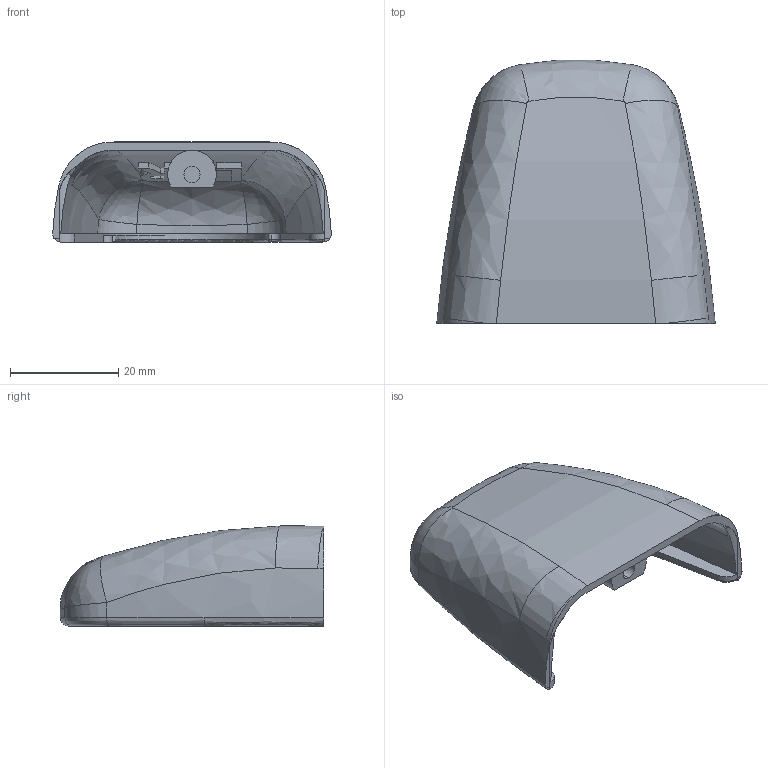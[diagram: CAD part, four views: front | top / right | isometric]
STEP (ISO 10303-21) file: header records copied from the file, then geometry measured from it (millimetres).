
FILE_DESCRIPTION (( 'STEP AP203' ), '1' );
FILE_NAME ('2015-09-25_Fuss_hinterer_Deckel_R.STEP', '2015-09-25T09:20:01', ( 'Anwender' ), ( '' ), 'SwSTEP 2.0', 'SolidWorks 2014', '' );
FILE_SCHEMA (( 'CONFIG_CONTROL_DESIGN' ));
Length unit declared in the file: millimetre
Products named in the file (1): 2015-09-25_Fuss_hinterer_Deckel_R
Bounding box: 51.56 x 48.73 x 18.53 mm (x, y, z)
Volume: 6131.7 mm3; surface area: 8345.9 mm2
Topology: 1 solids, 1 shells, 122 faces, 317 edges, 203 vertices
Faces by surface type: plane 44, bspline 41, cylinder 32, torus 4, sphere 1
Entity records: 5044 total; most frequent: CARTESIAN_POINT 2330, ORIENTED_EDGE 630, DIRECTION 438, EDGE_CURVE 315, VERTEX_POINT 202, AXIS2_PLACEMENT_3D 166, EDGE_LOOP 131, ADVANCED_FACE 122
